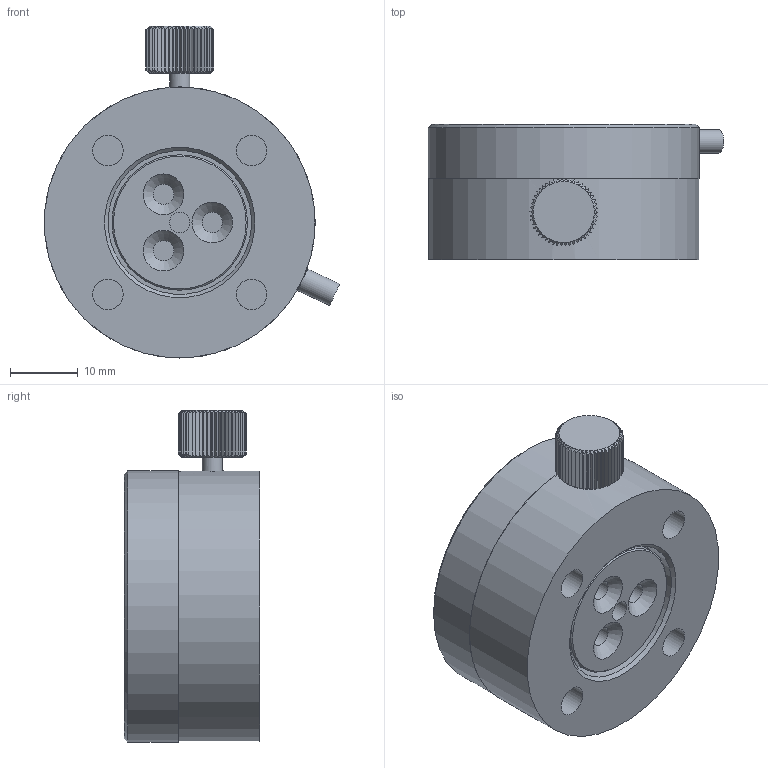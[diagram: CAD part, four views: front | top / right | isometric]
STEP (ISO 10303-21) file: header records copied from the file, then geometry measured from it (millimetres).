
FILE_DESCRIPTION (( 'STEP AP203' ), '1' );
FILE_NAME ('528974.STEP', '2024-11-12T08:24:03', ( 'Windows User' ), ( 'P R C' ), 'SwSTEP 2.0', 'SolidWorks 2020', '' );
FILE_SCHEMA (( 'CONFIG_CONTROL_DESIGN' ));
Length unit declared in the file: millimetre
Products named in the file (1): 528974
Bounding box: 43.61 x 20 x 49 mm (x, y, z)
Volume: 22586.9 mm3; surface area: 11483.5 mm2
Topology: 2 solids, 2 shells, 363 faces, 800 edges, 459 vertices
Faces by surface type: cone 148, plane 121, cylinder 93, bspline 1
Full cylindrical faces by diameter (mm): 1.567 x8, 2.013 x3, 2.5 x1, 3 x5, 3.242 x4, 3.5 x1, 4.5 x4, 4.916 x1, 4.917 x1, 7.5 x8, 13 x1, 15 x2, 20 x1, 21.2 x1, 40 x2
Entity records: 9390 total; most frequent: CARTESIAN_POINT 2167, DIRECTION 1510, ORIENTED_EDGE 1338, AXIS2_PLACEMENT_3D 680, EDGE_CURVE 669, EDGE_LOOP 490, VERTEX_POINT 419, FACE_OUTER_BOUND 405
